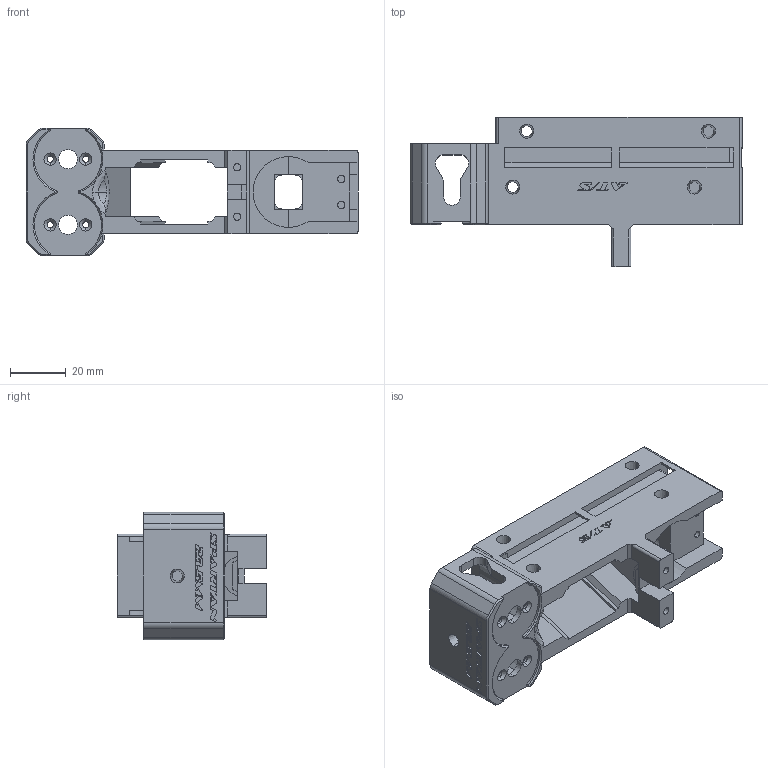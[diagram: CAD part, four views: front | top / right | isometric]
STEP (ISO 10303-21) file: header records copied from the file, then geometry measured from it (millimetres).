
FILE_DESCRIPTION (( 'STEP AP214' ), '1' );
FILE_NAME ('OFD_FLYCORE_ANGLED_SPARTAN_23.5MM_V2.STEP', '2023-12-21T03:25:39', ( '' ), ( '' ), 'SwSTEP 2.0', 'SolidWorks 2020', '' );
FILE_SCHEMA (( 'AUTOMOTIVE_DESIGN' ));
Length unit declared in the file: millimetre
Products named in the file (1): OFD_FLYCORE_ANGLED_SPARTAN_23.5MM_V2
Bounding box: 118.75 x 53.5 x 45.7 mm (x, y, z)
Volume: 66255.6 mm3; surface area: 32006.2 mm2
Topology: 1 solids, 1 shells, 915 faces, 2592 edges, 1705 vertices
Faces by surface type: plane 466, bspline 314, cylinder 85, cone 50
Entity records: 38068 total; most frequent: CARTESIAN_POINT 16302, ORIENTED_EDGE 5172, DIRECTION 3358, EDGE_CURVE 2586, VERTEX_POINT 1705, LINE 1692, VECTOR 1692, EDGE_LOOP 995
